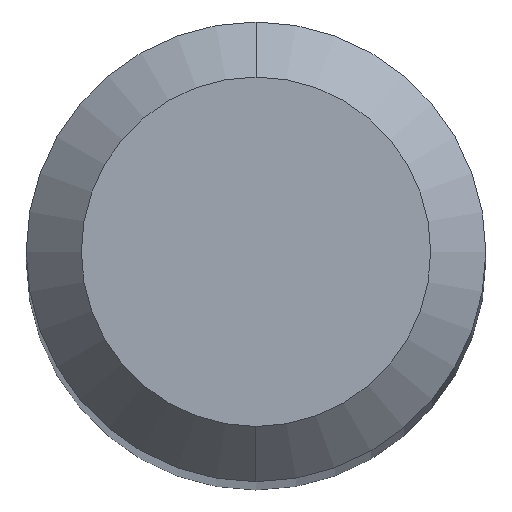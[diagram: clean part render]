
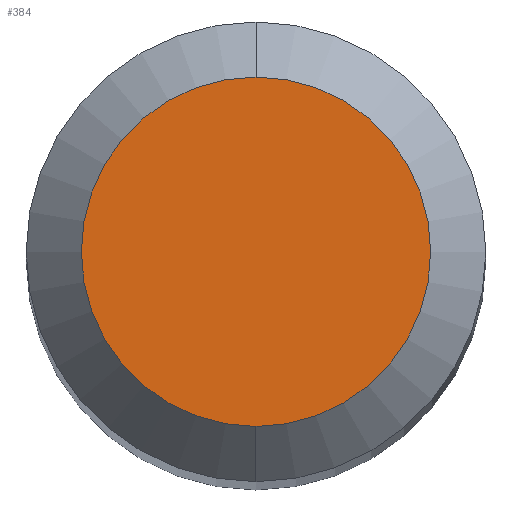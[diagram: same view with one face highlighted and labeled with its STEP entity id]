
A CAD part, top view. The second image highlights one B-rep face of the part: STEP entity #384.
In plain terms, the highlighted planar face has unit normal (0, 0, 1).
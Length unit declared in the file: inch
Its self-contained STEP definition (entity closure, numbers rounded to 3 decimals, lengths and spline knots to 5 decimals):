
#23 = CIRCLE ( 'NONE', #245, 0.0475 ) ;
#28 = DIRECTION ( 'NONE',  ( 0., 0., -1. ) ) ;
#50 = AXIS2_PLACEMENT_3D ( 'NONE', #128, #28, #503 ) ;
#58 = AXIS2_PLACEMENT_3D ( 'NONE', #64, #145, #235 ) ;
#64 = CARTESIAN_POINT ( 'NONE',  ( 0., 0., 0. ) ) ;
#128 = CARTESIAN_POINT ( 'NONE',  ( 0., 0.0475, 0. ) ) ;
#145 = DIRECTION ( 'NONE',  ( 0., 0., 1. ) ) ;
#176 = CIRCLE ( 'NONE', #58, 0.0475 ) ;
#184 = EDGE_CURVE ( 'NONE', #205, #515, #176, .T. ) ;
#205 = VERTEX_POINT ( 'NONE', #488 ) ;
#235 = DIRECTION ( 'NONE',  ( 0., -1., 0. ) ) ;
#245 = AXIS2_PLACEMENT_3D ( 'NONE', #309, #509, #337 ) ;
#285 = EDGE_LOOP ( 'NONE', ( #473, #508 ) ) ;
#309 = CARTESIAN_POINT ( 'NONE',  ( 0., 0., 0. ) ) ;
#337 = DIRECTION ( 'NONE',  ( 0., -1., 0. ) ) ;
#342 = FACE_OUTER_BOUND ( 'NONE', #285, .T. ) ;
#350 = CARTESIAN_POINT ( 'NONE',  ( 0., -0.0475, 0. ) ) ;
#384 = ADVANCED_FACE ( 'NONE', ( #342 ), #517, .F. ) ;
#473 = ORIENTED_EDGE ( 'NONE', *, *, #184, .T. ) ;
#488 = CARTESIAN_POINT ( 'NONE',  ( 0., 0.0475, 0. ) ) ;
#503 = DIRECTION ( 'NONE',  ( 0., 1., 0. ) ) ;
#508 = ORIENTED_EDGE ( 'NONE', *, *, #535, .T. ) ;
#509 = DIRECTION ( 'NONE',  ( 0., 0., 1. ) ) ;
#515 = VERTEX_POINT ( 'NONE', #350 ) ;
#517 = PLANE ( 'NONE',  #50 ) ;
#535 = EDGE_CURVE ( 'NONE', #515, #205, #23, .T. ) ;
